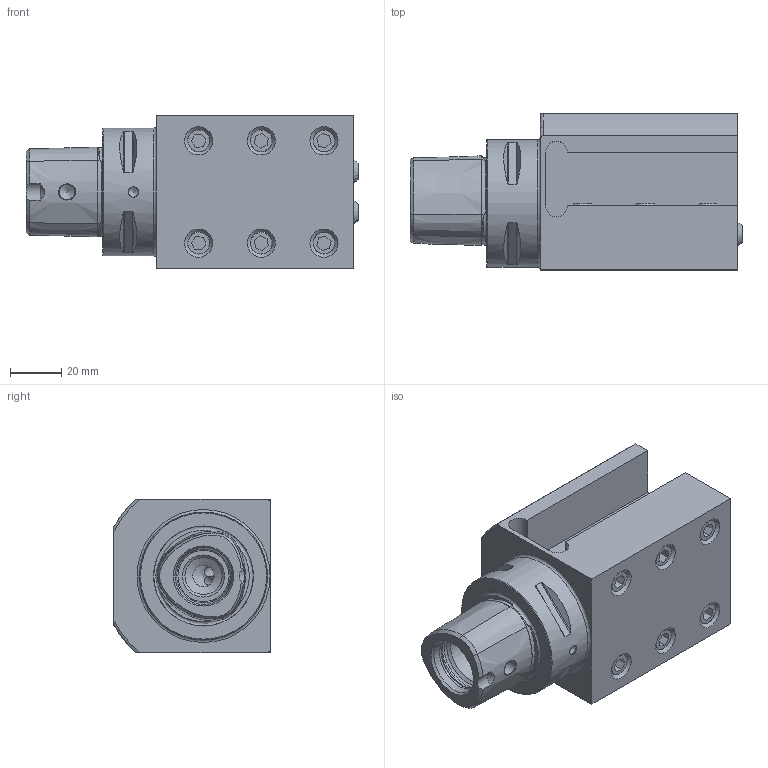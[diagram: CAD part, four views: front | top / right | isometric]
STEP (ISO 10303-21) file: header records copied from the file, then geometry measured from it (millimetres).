
FILE_DESCRIPTION (( 'STEP AP214' ), '1' );
FILE_NAME ('PS5.V20.L21.098.STEP', '2020-11-20T16:04:17', ( '' ), ( '' ), 'SwSTEP 2.0', 'SolidWorks 2017', '' );
FILE_SCHEMA (( 'AUTOMOTIVE_DESIGN' ));
Length unit declared in the file: millimetre
Products named in the file (6): PS5.V20.L21.098; PS5-V20.L21.098_A; KU1-U12.001.010_2; KU1-U12.001.010; KU1-U12.001.010_1; ISO 4026 - M10 x 25
Assembly tree (11 placements, depth 3):
  PS5.V20.L21.098
    PS5-V20.L21.098_A
    ISO 4026 - M10 x 25  x6
    KU1-U12.001.010  x2
      KU1-U12.001.010_1
      KU1-U12.001.010_2
Bounding box: 129.8 x 61 x 60 mm (x, y, z)
Volume: 264195.3 mm3; surface area: 54342.2 mm2
Topology: 11 solids, 11 shells, 223 faces, 520 edges, 329 vertices
Faces by surface type: plane 94, cone 59, cylinder 47, torus 19, sphere 4
Full cylindrical faces by diameter (mm): 2 x1, 4 x1, 4.2 x4, 6.1 x2, 7 x2, 8.5 x7, 10 x6, 12 x4, 14.5 x1, 21 x2, 24 x1, 50 x1
Entity records: 5057 total; most frequent: CARTESIAN_POINT 1447, DIRECTION 693, ORIENTED_EDGE 602, EDGE_CURVE 301, AXIS2_PLACEMENT_3D 295, EDGE_LOOP 236, VERTEX_POINT 217, FACE_OUTER_BOUND 185
